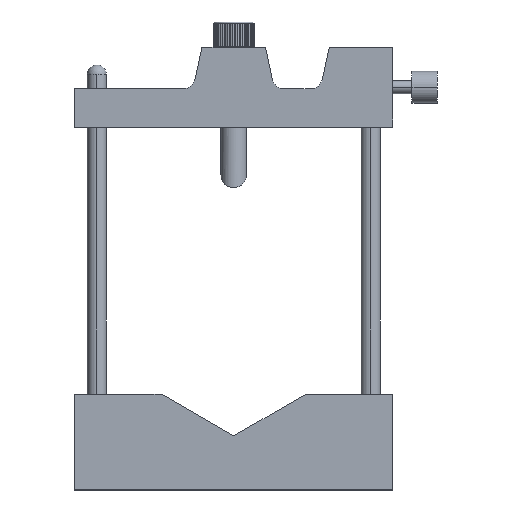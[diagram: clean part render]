
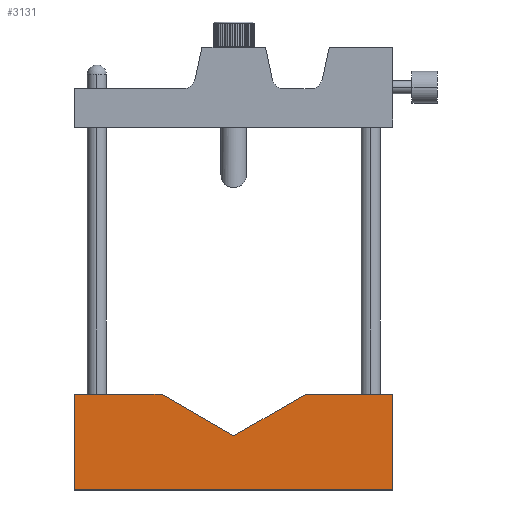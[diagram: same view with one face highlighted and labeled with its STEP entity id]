
A CAD part, top view. The second image highlights one B-rep face of the part: STEP entity #3131.
In plain terms, the highlighted planar face has unit normal (0, 0, 1).
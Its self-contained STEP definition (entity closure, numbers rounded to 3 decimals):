
#276 = CARTESIAN_POINT ( 'NONE',  ( 0., 17., 5. ) ) ;
#596 = EDGE_CURVE ( 'NONE', #8039, #2770, #7206, .T. ) ;
#660 = CARTESIAN_POINT ( 'NONE',  ( -22.517, 30., 5. ) ) ;
#666 = ORIENTED_EDGE ( 'NONE', *, *, #596, .T. ) ;
#753 = LINE ( 'NONE', #7729, #2330 ) ;
#1134 = CARTESIAN_POINT ( 'NONE',  ( -31.871, -1.401, 5. ) ) ;
#1526 = LINE ( 'NONE', #1134, #7009 ) ;
#1570 = DIRECTION ( 'NONE',  ( 1., 0., 0. ) ) ;
#1672 = FACE_OUTER_BOUND ( 'NONE', #3700, .T. ) ;
#1681 = CARTESIAN_POINT ( 'NONE',  ( 50., 0., 5. ) ) ;
#1909 = DIRECTION ( 'NONE',  ( -0.866, -0.5, 0. ) ) ;
#2007 = PLANE ( 'NONE',  #3541 ) ;
#2109 = LINE ( 'NONE', #8801, #5960 ) ;
#2330 = VECTOR ( 'NONE', #3549, 1000. ) ;
#2454 = EDGE_CURVE ( 'NONE', #7062, #2770, #6117, .T. ) ;
#2516 = VERTEX_POINT ( 'NONE', #660 ) ;
#2770 = VERTEX_POINT ( 'NONE', #1681 ) ;
#3123 = DIRECTION ( 'NONE',  ( 1., 0., 0. ) ) ;
#3131 = ADVANCED_FACE ( 'NONE', ( #1672 ), #2007, .F. ) ;
#3156 = ORIENTED_EDGE ( 'NONE', *, *, #3573, .T. ) ;
#3313 = VECTOR ( 'NONE', #3123, 1000. ) ;
#3323 = CARTESIAN_POINT ( 'NONE',  ( 22.517, 30., 5. ) ) ;
#3446 = CARTESIAN_POINT ( 'NONE',  ( -50., 30., 5. ) ) ;
#3449 = ORIENTED_EDGE ( 'NONE', *, *, #4602, .F. ) ;
#3525 = EDGE_CURVE ( 'NONE', #8845, #7062, #6499, .T. ) ;
#3541 = AXIS2_PLACEMENT_3D ( 'NONE', #3446, #5522, #8369 ) ;
#3549 = DIRECTION ( 'NONE',  ( 0.866, -0.5, 0. ) ) ;
#3573 = EDGE_CURVE ( 'NONE', #6078, #8039, #2109, .T. ) ;
#3590 = VECTOR ( 'NONE', #1570, 1000. ) ;
#3700 = EDGE_LOOP ( 'NONE', ( #3449, #6464, #3156, #666, #7636, #4035, #4873 ) ) ;
#3744 = CARTESIAN_POINT ( 'NONE',  ( -50., 30., 5. ) ) ;
#4035 = ORIENTED_EDGE ( 'NONE', *, *, #3525, .F. ) ;
#4144 = EDGE_CURVE ( 'NONE', #6078, #2516, #4744, .T. ) ;
#4568 = CARTESIAN_POINT ( 'NONE',  ( -50., 30., 5. ) ) ;
#4602 = EDGE_CURVE ( 'NONE', #2516, #8407, #753, .T. ) ;
#4604 = DIRECTION ( 'NONE',  ( 0., -1., 0. ) ) ;
#4744 = LINE ( 'NONE', #4568, #3313 ) ;
#4873 = ORIENTED_EDGE ( 'NONE', *, *, #7502, .T. ) ;
#5522 = DIRECTION ( 'NONE',  ( 0., 0., -1. ) ) ;
#5960 = VECTOR ( 'NONE', #6727, 1000. ) ;
#6061 = CARTESIAN_POINT ( 'NONE',  ( 50., 30., 5. ) ) ;
#6078 = VERTEX_POINT ( 'NONE', #3744 ) ;
#6117 = LINE ( 'NONE', #8976, #8970 ) ;
#6153 = CARTESIAN_POINT ( 'NONE',  ( -50., 0., 5. ) ) ;
#6464 = ORIENTED_EDGE ( 'NONE', *, *, #4144, .F. ) ;
#6499 = LINE ( 'NONE', #6571, #7694 ) ;
#6571 = CARTESIAN_POINT ( 'NONE',  ( -50., 30., 5. ) ) ;
#6727 = DIRECTION ( 'NONE',  ( 0., -1., 0. ) ) ;
#7009 = VECTOR ( 'NONE', #1909, 1000. ) ;
#7062 = VERTEX_POINT ( 'NONE', #6061 ) ;
#7171 = CARTESIAN_POINT ( 'NONE',  ( -50., 0., 5. ) ) ;
#7206 = LINE ( 'NONE', #7171, #3590 ) ;
#7502 = EDGE_CURVE ( 'NONE', #8845, #8407, #1526, .T. ) ;
#7636 = ORIENTED_EDGE ( 'NONE', *, *, #2454, .F. ) ;
#7694 = VECTOR ( 'NONE', #8674, 1000. ) ;
#7729 = CARTESIAN_POINT ( 'NONE',  ( -43.129, 41.901, 5. ) ) ;
#8039 = VERTEX_POINT ( 'NONE', #6153 ) ;
#8369 = DIRECTION ( 'NONE',  ( -1., 0., 0. ) ) ;
#8407 = VERTEX_POINT ( 'NONE', #276 ) ;
#8674 = DIRECTION ( 'NONE',  ( 1., 0., 0. ) ) ;
#8801 = CARTESIAN_POINT ( 'NONE',  ( -50., 30., 5. ) ) ;
#8845 = VERTEX_POINT ( 'NONE', #3323 ) ;
#8970 = VECTOR ( 'NONE', #4604, 1000. ) ;
#8976 = CARTESIAN_POINT ( 'NONE',  ( 50., 30., 5. ) ) ;
